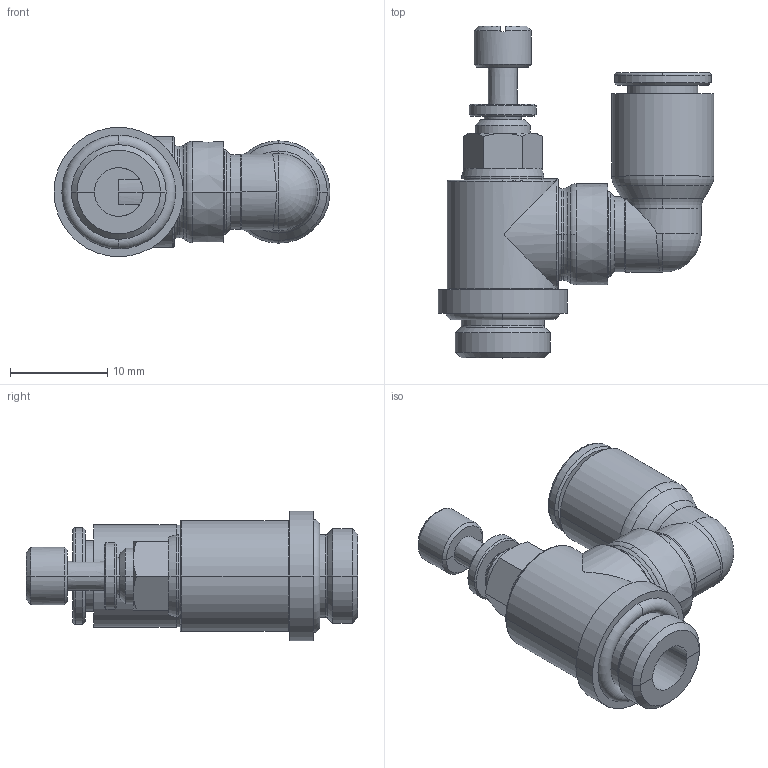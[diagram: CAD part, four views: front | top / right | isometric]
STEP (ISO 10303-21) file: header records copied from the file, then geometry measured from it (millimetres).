
FILE_DESCRIPTION(('STEP AP214'),'1');
FILE_NAME('7649_06_10.stp','2016-07-07T14:34:52',('TraceParts'),('TraceParts S.A.'),'Spatial InterOp 3D',' ',' ');
FILE_SCHEMA(('automotive_design'));
Length unit declared in the file: millimetre
Products named in the file (1): 1
Bounding box: 28.35 x 34.1 x 13.3 mm (x, y, z)
Volume: 4009.9 mm3; surface area: 2475.3 mm2
Topology: 1 solids, 1 shells, 159 faces, 398 edges, 249 vertices
Faces by surface type: cone 60, plane 37, cylinder 34, torus 28
Entity records: 5126 total; most frequent: CARTESIAN_POINT 1241, DIRECTION 898, ORIENTED_EDGE 792, EDGE_CURVE 396, AXIS2_PLACEMENT_3D 391, VERTEX_POINT 249, CIRCLE 231, EDGE_LOOP 169
